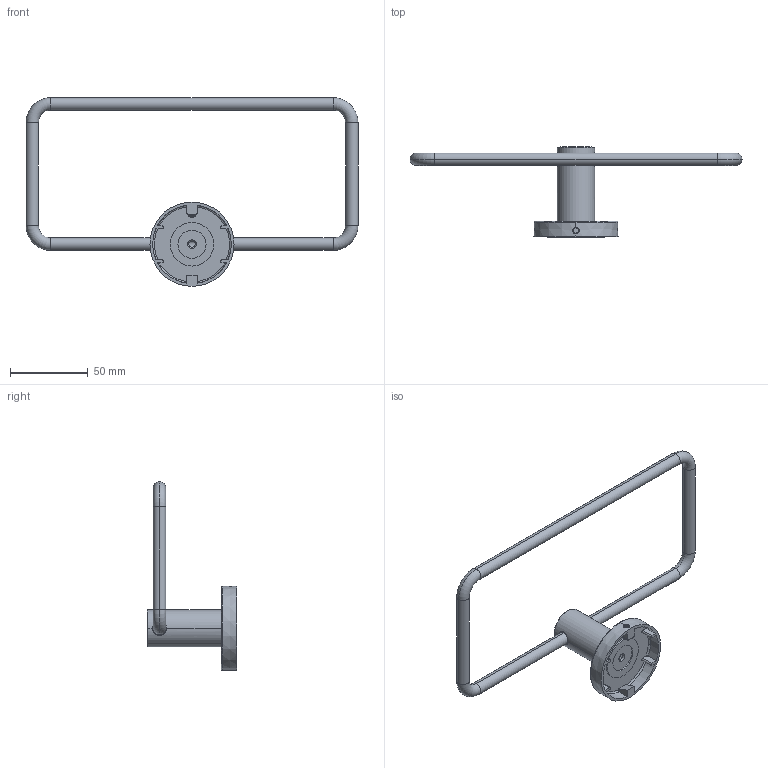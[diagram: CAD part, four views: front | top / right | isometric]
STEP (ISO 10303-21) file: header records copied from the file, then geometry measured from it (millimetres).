
FILE_DESCRIPTION((''),'2;1');
FILE_NAME('340416_ASM','2025-05-27T',('Administrator'),(''),'PRO/ENGINEER BY PARAMETRIC TECHNOLOGY CORPORATION, 2011310','PRO/ENGINEER BY PARAMETRIC TECHNOLOGY CORPORATION, 2011310','');
FILE_SCHEMA(('CONFIG_CONTROL_DESIGN'));
Length unit declared in the file: millimetre
Products named in the file (6): 1P0315BWCP; 1F0036NT; 1P0325BWCP; 1O0210EWNT; 1K0313CWCP; 340416_ASM
Assembly tree (6 placements, depth 2):
  340416_ASM
    1P0315BWCP
    1F0036NT
    1P0325BWCP
    1O0210EWNT  x2
    1K0313CWCP
Bounding box: 213 x 57.7 x 121 mm (x, y, z)
Volume: 49557.7 mm3; surface area: 30620.5 mm2
Topology: 6 solids, 6 shells, 205 faces, 500 edges, 320 vertices
Faces by surface type: cylinder 92, plane 61, cone 26, torus 18, bspline 8
Entity records: 8781 total; most frequent: CARTESIAN_POINT 4241, DIRECTION 924, ORIENTED_EDGE 920, EDGE_CURVE 460, AXIS2_PLACEMENT_3D 365, VERTEX_POINT 296, EDGE_LOOP 208, VECTOR 194
